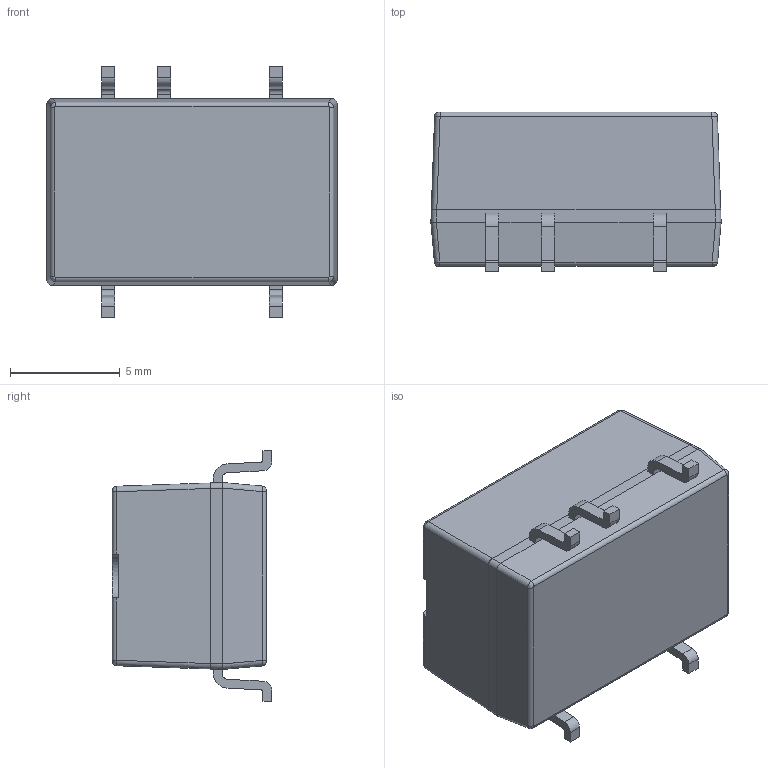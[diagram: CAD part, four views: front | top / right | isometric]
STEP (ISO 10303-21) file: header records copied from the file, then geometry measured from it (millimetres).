
FILE_DESCRIPTION(/* description */ ('STEP AP214'),/* implementation_level */ '2;1');
FILE_NAME(/* name */ 'PESE2-S24-S24-M-TR',/* time_stamp */ '2025-07-20T17:21:50+02:00',/* author */ ('License CC BY-ND 4.0'),/* organization */ ('CADENAS'),/* preprocessor_version */ 'ST-DEVELOPER v19.3',/* originating_system */ 'PARTsolutions',/* authorisation */ ' ');
FILE_SCHEMA (('AUTOMOTIVE_DESIGN {1 0 10303 214 3 1 1}'));
Length unit declared in the file: millimetre
Products named in the file (3): PESE2-S24-S24-M-TR; PESE2-S24-S24-M-TR_PART1; PESE2-S24-S24-M-TR_PART2
Assembly tree (2 placements, depth 2):
  PESE2-S24-S24-M-TR
    PESE2-S24-S24-M-TR_PART1
    PESE2-S24-S24-M-TR_PART2
Bounding box: 13.2 x 7.25 x 11.4 mm (x, y, z)
Volume: 436 mm3; surface area: 1037.4 mm2
Topology: 2 solids, 2 shells, 201 faces, 515 edges, 332 vertices
Faces by surface type: plane 123, cylinder 58, bspline 16, cone 3, torus 1
Full cylindrical faces by diameter (mm): 0.5 x6
Entity records: 7762 total; most frequent: CARTESIAN_POINT 1723, ORIENTED_EDGE 1018, DIRECTION 960, EDGE_CURVE 509, LINE 354, VECTOR 354, VERTEX_POINT 332, AXIS2_PLACEMENT_3D 303
